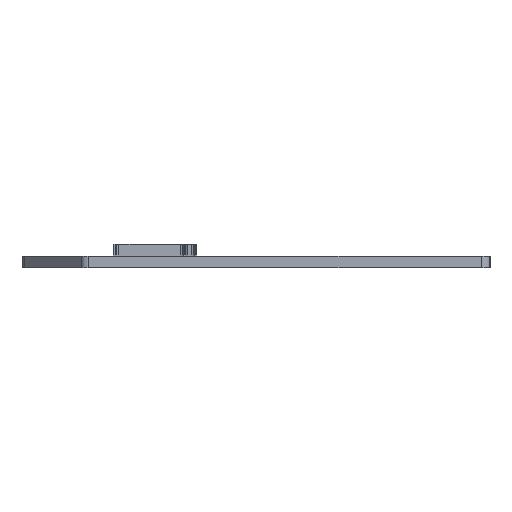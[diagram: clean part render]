
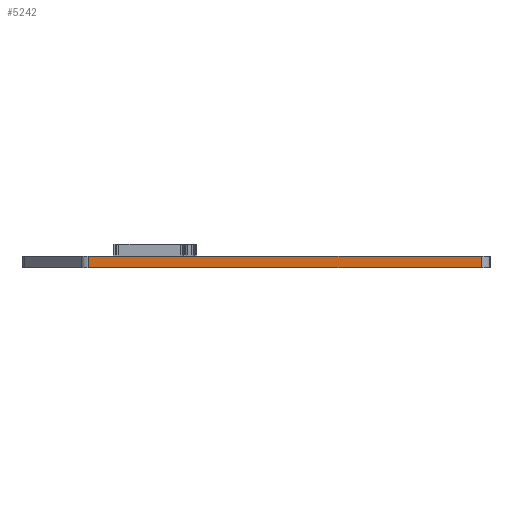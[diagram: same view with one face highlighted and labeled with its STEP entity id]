
A CAD part, left-side view. The second image highlights one B-rep face of the part: STEP entity #5242.
In plain terms, the highlighted planar face has unit normal (-1, 0, 0).
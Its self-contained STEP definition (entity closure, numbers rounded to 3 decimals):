
#429=PLANE('',#5584);
#631=FACE_OUTER_BOUND('',#944,.T.);
#944=EDGE_LOOP('',(#4420,#4421,#4422,#4423));
#1346=LINE('',#8412,#1820);
#1392=LINE('',#8783,#1866);
#1393=LINE('',#8786,#1867);
#1394=LINE('',#8787,#1868);
#1820=VECTOR('',#6291,10.);
#1866=VECTOR('',#6407,10.);
#1867=VECTOR('',#6410,10.);
#1868=VECTOR('',#6411,10.);
#2433=VERTEX_POINT('',#8409);
#2434=VERTEX_POINT('',#8411);
#2539=VERTEX_POINT('',#8781);
#2540=VERTEX_POINT('',#8785);
#3096=EDGE_CURVE('',#2433,#2434,#1346,.T.);
#3208=EDGE_CURVE('',#2539,#2433,#1392,.T.);
#3209=EDGE_CURVE('',#2540,#2539,#1393,.T.);
#3210=EDGE_CURVE('',#2434,#2540,#1394,.T.);
#4420=ORIENTED_EDGE('',*,*,#3208,.F.);
#4421=ORIENTED_EDGE('',*,*,#3209,.F.);
#4422=ORIENTED_EDGE('',*,*,#3210,.F.);
#4423=ORIENTED_EDGE('',*,*,#3096,.F.);
#5242=ADVANCED_FACE('',(#631),#429,.T.);
#5584=AXIS2_PLACEMENT_3D('',#8784,#6408,#6409);
#6291=DIRECTION('',(0.,-1.,0.));
#6407=DIRECTION('',(0.,0.,1.));
#6408=DIRECTION('center_axis',(-1.,0.,0.));
#6409=DIRECTION('ref_axis',(0.,-1.,0.));
#6410=DIRECTION('',(0.,1.,0.));
#6411=DIRECTION('',(0.,0.,-1.));
#8409=CARTESIAN_POINT('',(-10.,63.601,4.));
#8411=CARTESIAN_POINT('',(-10.,-72.,4.));
#8412=CARTESIAN_POINT('',(-10.,-75.,4.));
#8781=CARTESIAN_POINT('',(-10.,63.601,0.));
#8783=CARTESIAN_POINT('',(-10.,63.601,0.));
#8784=CARTESIAN_POINT('Origin',(-10.,65.,0.));
#8785=CARTESIAN_POINT('',(-10.,-72.,0.));
#8786=CARTESIAN_POINT('',(-10.,-75.,0.));
#8787=CARTESIAN_POINT('',(-10.,-72.,0.));
